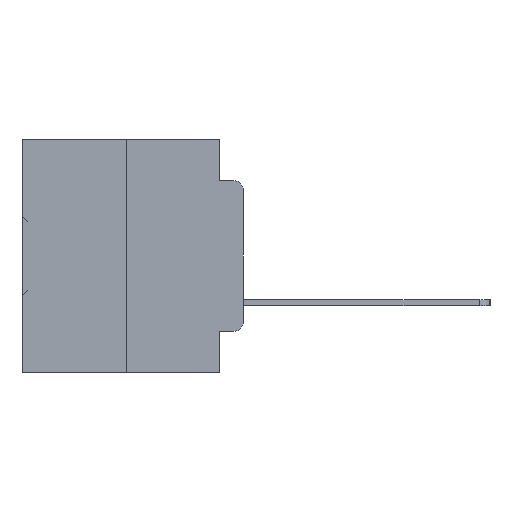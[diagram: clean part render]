
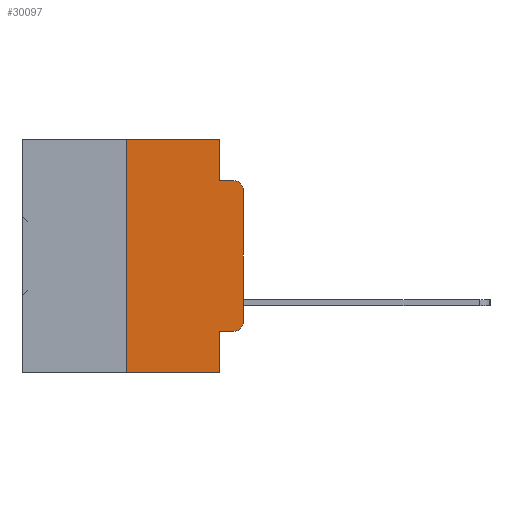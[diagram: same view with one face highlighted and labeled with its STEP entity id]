
A CAD part, left-side view. The second image highlights one B-rep face of the part: STEP entity #30097.
In plain terms, the highlighted planar face has unit normal (-1, 0, 0).
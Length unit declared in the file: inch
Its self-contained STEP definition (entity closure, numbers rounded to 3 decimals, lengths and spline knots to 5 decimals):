
#495 = CARTESIAN_POINT ( 'NONE',  ( 0., 0.02, -0.4115 ) ) ;
#663 = PLANE ( 'NONE',  #25184 ) ;
#680 = CARTESIAN_POINT ( 'NONE',  ( 0., 0.25, 0. ) ) ;
#1194 = DIRECTION ( 'NONE',  ( -1., 0., 0. ) ) ;
#1442 = VERTEX_POINT ( 'NONE', #29019 ) ;
#1925 = DIRECTION ( 'NONE',  ( 0., 0., 1. ) ) ;
#2024 = DIRECTION ( 'NONE',  ( 0., -1., 0. ) ) ;
#2097 = EDGE_CURVE ( 'NONE', #36139, #33547, #18785, .T. ) ;
#2773 = DIRECTION ( 'NONE',  ( 0., 0., -1. ) ) ;
#3575 = VERTEX_POINT ( 'NONE', #36288 ) ;
#3592 = DIRECTION ( 'NONE',  ( 0., 0., -1. ) ) ;
#3785 = LINE ( 'NONE', #20149, #24106 ) ;
#5500 = CIRCLE ( 'NONE', #12282, 0.02 ) ;
#6301 = VECTOR ( 'NONE', #31154, 39.37008 ) ;
#6788 = EDGE_CURVE ( 'NONE', #22883, #1442, #5500, .T. ) ;
#7183 = LINE ( 'NONE', #28334, #6301 ) ;
#7185 = VECTOR ( 'NONE', #1925, 39.37008 ) ;
#7510 = ORIENTED_EDGE ( 'NONE', *, *, #20361, .F. ) ;
#7888 = VERTEX_POINT ( 'NONE', #23813 ) ;
#8063 = LINE ( 'NONE', #10688, #22554 ) ;
#8729 = EDGE_CURVE ( 'NONE', #24450, #22883, #14818, .T. ) ;
#9395 = EDGE_LOOP ( 'NONE', ( #31330, #36596, #14664, #16497, #33534, #7510, #15131, #32235, #12888, #24252 ) ) ;
#9932 = DIRECTION ( 'NONE',  ( 0., 0., -1. ) ) ;
#10102 = VERTEX_POINT ( 'NONE', #15046 ) ;
#10688 = CARTESIAN_POINT ( 'NONE',  ( 0., 0.473, 0. ) ) ;
#11642 = LINE ( 'NONE', #680, #18454 ) ;
#11712 = EDGE_CURVE ( 'NONE', #36139, #23894, #20330, .T. ) ;
#12282 = AXIS2_PLACEMENT_3D ( 'NONE', #16144, #36121, #19077 ) ;
#12888 = ORIENTED_EDGE ( 'NONE', *, *, #2097, .T. ) ;
#13642 = LINE ( 'NONE', #18542, #35586 ) ;
#13961 = CARTESIAN_POINT ( 'NONE',  ( 0., 0.051, -0.5 ) ) ;
#14664 = ORIENTED_EDGE ( 'NONE', *, *, #16905, .F. ) ;
#14818 = LINE ( 'NONE', #22137, #7185 ) ;
#15011 = CARTESIAN_POINT ( 'NONE',  ( 0., 0.473, 0. ) ) ;
#15046 = CARTESIAN_POINT ( 'NONE',  ( 0., 0.25, -0.5 ) ) ;
#15131 = ORIENTED_EDGE ( 'NONE', *, *, #27097, .T. ) ;
#15616 = CIRCLE ( 'NONE', #23356, 0.02 ) ;
#16004 = EDGE_CURVE ( 'NONE', #36767, #3575, #13642, .T. ) ;
#16144 = CARTESIAN_POINT ( 'NONE',  ( 0., 0.02, -0.1085 ) ) ;
#16204 = CARTESIAN_POINT ( 'NONE',  ( 0., 0.051, -0.4115 ) ) ;
#16497 = ORIENTED_EDGE ( 'NONE', *, *, #16004, .F. ) ;
#16905 = EDGE_CURVE ( 'NONE', #3575, #1442, #3785, .T. ) ;
#18100 = DIRECTION ( 'NONE',  ( 0., 0., 1. ) ) ;
#18454 = VECTOR ( 'NONE', #18100, 39.37008 ) ;
#18479 = CARTESIAN_POINT ( 'NONE',  ( 0., 0.02, -0.3915 ) ) ;
#18542 = CARTESIAN_POINT ( 'NONE',  ( 0., 0.051, 0. ) ) ;
#18785 = LINE ( 'NONE', #36869, #24674 ) ;
#18976 = CARTESIAN_POINT ( 'NONE',  ( 0., 0.051, 0. ) ) ;
#19077 = DIRECTION ( 'NONE',  ( 0., 0., -1. ) ) ;
#20149 = CARTESIAN_POINT ( 'NONE',  ( 0., 0.051, -0.0885 ) ) ;
#20330 = LINE ( 'NONE', #31446, #33695 ) ;
#20361 = EDGE_CURVE ( 'NONE', #10102, #7888, #11642, .T. ) ;
#20903 = DIRECTION ( 'NONE',  ( 1., 0., 0. ) ) ;
#21403 = DIRECTION ( 'NONE',  ( 0., 0., -1. ) ) ;
#22137 = CARTESIAN_POINT ( 'NONE',  ( 0., 0., 0. ) ) ;
#22338 = CARTESIAN_POINT ( 'NONE',  ( 0., 0., -0.3915 ) ) ;
#22554 = VECTOR ( 'NONE', #2024, 39.37008 ) ;
#22883 = VERTEX_POINT ( 'NONE', #31264 ) ;
#23356 = AXIS2_PLACEMENT_3D ( 'NONE', #18479, #1194, #21403 ) ;
#23813 = CARTESIAN_POINT ( 'NONE',  ( 0., 0.25, 0. ) ) ;
#23894 = VERTEX_POINT ( 'NONE', #13961 ) ;
#24106 = VECTOR ( 'NONE', #28714, 39.37008 ) ;
#24252 = ORIENTED_EDGE ( 'NONE', *, *, #34771, .T. ) ;
#24450 = VERTEX_POINT ( 'NONE', #22338 ) ;
#24674 = VECTOR ( 'NONE', #36918, 39.37008 ) ;
#25184 = AXIS2_PLACEMENT_3D ( 'NONE', #15011, #20903, #3592 ) ;
#27097 = EDGE_CURVE ( 'NONE', #10102, #23894, #7183, .T. ) ;
#28334 = CARTESIAN_POINT ( 'NONE',  ( 0., 0.473, -0.5 ) ) ;
#28714 = DIRECTION ( 'NONE',  ( 0., -1., 0. ) ) ;
#29019 = CARTESIAN_POINT ( 'NONE',  ( 0., 0.02, -0.0885 ) ) ;
#30097 = ADVANCED_FACE ( 'NONE', ( #31080 ), #663, .F. ) ;
#31080 = FACE_OUTER_BOUND ( 'NONE', #9395, .T. ) ;
#31154 = DIRECTION ( 'NONE',  ( 0., -1., 0. ) ) ;
#31264 = CARTESIAN_POINT ( 'NONE',  ( 0., 0., -0.1085 ) ) ;
#31330 = ORIENTED_EDGE ( 'NONE', *, *, #8729, .T. ) ;
#31446 = CARTESIAN_POINT ( 'NONE',  ( 0., 0.051, 0. ) ) ;
#32235 = ORIENTED_EDGE ( 'NONE', *, *, #11712, .F. ) ;
#33534 = ORIENTED_EDGE ( 'NONE', *, *, #33890, .F. ) ;
#33547 = VERTEX_POINT ( 'NONE', #495 ) ;
#33695 = VECTOR ( 'NONE', #2773, 39.37008 ) ;
#33890 = EDGE_CURVE ( 'NONE', #7888, #36767, #8063, .T. ) ;
#34771 = EDGE_CURVE ( 'NONE', #33547, #24450, #15616, .T. ) ;
#35586 = VECTOR ( 'NONE', #9932, 39.37008 ) ;
#36121 = DIRECTION ( 'NONE',  ( -1., 0., 0. ) ) ;
#36139 = VERTEX_POINT ( 'NONE', #16204 ) ;
#36288 = CARTESIAN_POINT ( 'NONE',  ( 0., 0.051, -0.0885 ) ) ;
#36596 = ORIENTED_EDGE ( 'NONE', *, *, #6788, .T. ) ;
#36767 = VERTEX_POINT ( 'NONE', #18976 ) ;
#36869 = CARTESIAN_POINT ( 'NONE',  ( 0., 0.051, -0.4115 ) ) ;
#36918 = DIRECTION ( 'NONE',  ( 0., -1., 0. ) ) ;
